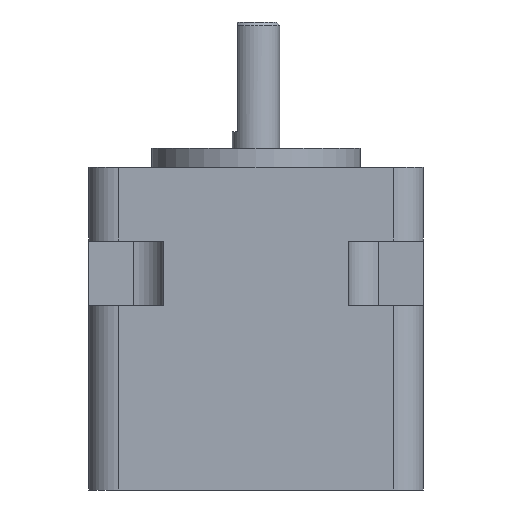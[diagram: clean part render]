
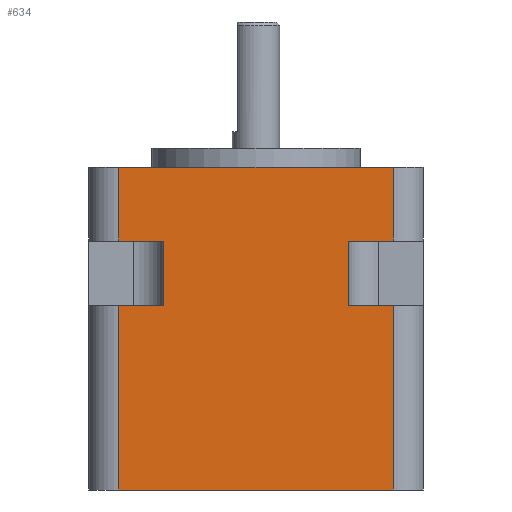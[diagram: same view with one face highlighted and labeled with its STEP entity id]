
A CAD part, left-side view. The second image highlights one B-rep face of the part: STEP entity #634.
In plain terms, the highlighted planar face has unit normal (-1, 0, 0).
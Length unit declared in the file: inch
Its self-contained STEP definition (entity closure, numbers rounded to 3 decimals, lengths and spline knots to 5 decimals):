
#12 = CARTESIAN_POINT ( 'NONE',  ( -0.695, -0.57, -1.34 ) ) ;
#141 = ORIENTED_EDGE ( 'NONE', *, *, #1661, .T. ) ;
#194 = LINE ( 'NONE', #5592, #6578 ) ;
#197 = VECTOR ( 'NONE', #5354, 39.37008 ) ;
#220 = CARTESIAN_POINT ( 'NONE',  ( -0.695, 0.57, 0. ) ) ;
#286 = CARTESIAN_POINT ( 'NONE',  ( -0.695, -0.3825, -0.574 ) ) ;
#310 = ORIENTED_EDGE ( 'NONE', *, *, #3648, .T. ) ;
#344 = DIRECTION ( 'NONE',  ( 0., 0., 1. ) ) ;
#548 = ORIENTED_EDGE ( 'NONE', *, *, #3566, .T. ) ;
#557 = AXIS2_PLACEMENT_3D ( 'NONE', #910, #4596, #344 ) ;
#587 = ORIENTED_EDGE ( 'NONE', *, *, #5087, .T. ) ;
#634 = ADVANCED_FACE ( 'NONE', ( #3505 ), #6605, .T. ) ;
#693 = CARTESIAN_POINT ( 'NONE',  ( -0.695, -0.3825, -0.574 ) ) ;
#910 = CARTESIAN_POINT ( 'NONE',  ( -0.695, -0.57, -1.34 ) ) ;
#1018 = CARTESIAN_POINT ( 'NONE',  ( -0.695, -0.57, -1.34 ) ) ;
#1025 = CARTESIAN_POINT ( 'NONE',  ( -0.695, -0.57, -0.574 ) ) ;
#1060 = VERTEX_POINT ( 'NONE', #2680 ) ;
#1178 = DIRECTION ( 'NONE',  ( 0., 0., 1. ) ) ;
#1267 = LINE ( 'NONE', #2577, #1437 ) ;
#1386 = ORIENTED_EDGE ( 'NONE', *, *, #5074, .F. ) ;
#1419 = DIRECTION ( 'NONE',  ( 0., 0., 1. ) ) ;
#1430 = LINE ( 'NONE', #1784, #197 ) ;
#1437 = VECTOR ( 'NONE', #6243, 39.37008 ) ;
#1549 = VERTEX_POINT ( 'NONE', #1850 ) ;
#1622 = VERTEX_POINT ( 'NONE', #2021 ) ;
#1661 = EDGE_CURVE ( 'NONE', #4122, #1549, #1267, .T. ) ;
#1784 = CARTESIAN_POINT ( 'NONE',  ( -0.695, -0.57, -1.34 ) ) ;
#1798 = VECTOR ( 'NONE', #3351, 39.37008 ) ;
#1829 = CARTESIAN_POINT ( 'NONE',  ( -0.695, -0.57, 0. ) ) ;
#1850 = CARTESIAN_POINT ( 'NONE',  ( -0.695, -0.57, -0.306 ) ) ;
#2021 = CARTESIAN_POINT ( 'NONE',  ( -0.695, -0.57, 0. ) ) ;
#2029 = LINE ( 'NONE', #1018, #3912 ) ;
#2042 = VERTEX_POINT ( 'NONE', #4365 ) ;
#2110 = EDGE_CURVE ( 'NONE', #4913, #2206, #2029, .T. ) ;
#2154 = ORIENTED_EDGE ( 'NONE', *, *, #5029, .F. ) ;
#2206 = VERTEX_POINT ( 'NONE', #5392 ) ;
#2230 = EDGE_CURVE ( 'NONE', #5907, #1622, #6024, .T. ) ;
#2285 = VERTEX_POINT ( 'NONE', #5094 ) ;
#2320 = CARTESIAN_POINT ( 'NONE',  ( -0.695, -0.57, -1.34 ) ) ;
#2321 = EDGE_CURVE ( 'NONE', #6220, #4772, #3827, .T. ) ;
#2382 = CARTESIAN_POINT ( 'NONE',  ( -0.695, -0.57, -0.306 ) ) ;
#2391 = ORIENTED_EDGE ( 'NONE', *, *, #2230, .F. ) ;
#2558 = DIRECTION ( 'NONE',  ( 0., 0., 1. ) ) ;
#2577 = CARTESIAN_POINT ( 'NONE',  ( -0.695, -0.3825, -0.306 ) ) ;
#2678 = EDGE_CURVE ( 'NONE', #2042, #3958, #194, .T. ) ;
#2680 = CARTESIAN_POINT ( 'NONE',  ( -0.695, -0.3825, -0.574 ) ) ;
#2930 = CARTESIAN_POINT ( 'NONE',  ( -0.695, 0.57, -1.34 ) ) ;
#3022 = DIRECTION ( 'NONE',  ( 0., 0., 1. ) ) ;
#3178 = VECTOR ( 'NONE', #1419, 39.37008 ) ;
#3257 = VECTOR ( 'NONE', #6477, 39.37008 ) ;
#3304 = ORIENTED_EDGE ( 'NONE', *, *, #2678, .F. ) ;
#3351 = DIRECTION ( 'NONE',  ( 0., 0., 1. ) ) ;
#3446 = DIRECTION ( 'NONE',  ( 0., 1., 0. ) ) ;
#3451 = ORIENTED_EDGE ( 'NONE', *, *, #2110, .T. ) ;
#3505 = FACE_OUTER_BOUND ( 'NONE', #5387, .T. ) ;
#3566 = EDGE_CURVE ( 'NONE', #1549, #1622, #4309, .T. ) ;
#3648 = EDGE_CURVE ( 'NONE', #2042, #4913, #1430, .T. ) ;
#3734 = VECTOR ( 'NONE', #3022, 39.37008 ) ;
#3770 = EDGE_CURVE ( 'NONE', #6220, #3958, #5215, .T. ) ;
#3827 = LINE ( 'NONE', #6111, #3178 ) ;
#3855 = DIRECTION ( 'NONE',  ( 0., -1., 0. ) ) ;
#3912 = VECTOR ( 'NONE', #2558, 39.37008 ) ;
#3950 = CARTESIAN_POINT ( 'NONE',  ( -0.695, 0.3825, -0.574 ) ) ;
#3958 = VERTEX_POINT ( 'NONE', #4882 ) ;
#4122 = VERTEX_POINT ( 'NONE', #4405 ) ;
#4127 = EDGE_CURVE ( 'NONE', #4772, #2285, #6101, .T. ) ;
#4309 = LINE ( 'NONE', #12, #5364 ) ;
#4365 = CARTESIAN_POINT ( 'NONE',  ( -0.695, 0.57, -1.34 ) ) ;
#4405 = CARTESIAN_POINT ( 'NONE',  ( -0.695, -0.3825, -0.306 ) ) ;
#4470 = CARTESIAN_POINT ( 'NONE',  ( -0.695, 0.3825, -0.306 ) ) ;
#4596 = DIRECTION ( 'NONE',  ( -1., 0., 0. ) ) ;
#4730 = VECTOR ( 'NONE', #3446, 39.37008 ) ;
#4772 = VERTEX_POINT ( 'NONE', #4470 ) ;
#4882 = CARTESIAN_POINT ( 'NONE',  ( -0.695, 0.57, -0.574 ) ) ;
#4913 = VERTEX_POINT ( 'NONE', #2320 ) ;
#5029 = EDGE_CURVE ( 'NONE', #2285, #5907, #5283, .T. ) ;
#5074 = EDGE_CURVE ( 'NONE', #1060, #2206, #6488, .T. ) ;
#5087 = EDGE_CURVE ( 'NONE', #1060, #4122, #6679, .T. ) ;
#5094 = CARTESIAN_POINT ( 'NONE',  ( -0.695, 0.57, -0.306 ) ) ;
#5115 = VECTOR ( 'NONE', #3855, 39.37008 ) ;
#5215 = LINE ( 'NONE', #1025, #5289 ) ;
#5283 = LINE ( 'NONE', #2930, #3734 ) ;
#5289 = VECTOR ( 'NONE', #5728, 39.37008 ) ;
#5354 = DIRECTION ( 'NONE',  ( 0., -1., 0. ) ) ;
#5364 = VECTOR ( 'NONE', #1178, 39.37008 ) ;
#5387 = EDGE_LOOP ( 'NONE', ( #1386, #587, #141, #548, #2391, #2154, #5652, #6197, #6053, #3304, #310, #3451 ) ) ;
#5392 = CARTESIAN_POINT ( 'NONE',  ( -0.695, -0.57, -0.574 ) ) ;
#5592 = CARTESIAN_POINT ( 'NONE',  ( -0.695, 0.57, -1.34 ) ) ;
#5643 = DIRECTION ( 'NONE',  ( 0., 0., 1. ) ) ;
#5652 = ORIENTED_EDGE ( 'NONE', *, *, #4127, .F. ) ;
#5728 = DIRECTION ( 'NONE',  ( 0., 1., 0. ) ) ;
#5907 = VERTEX_POINT ( 'NONE', #220 ) ;
#6024 = LINE ( 'NONE', #1829, #3257 ) ;
#6053 = ORIENTED_EDGE ( 'NONE', *, *, #3770, .T. ) ;
#6101 = LINE ( 'NONE', #2382, #4730 ) ;
#6111 = CARTESIAN_POINT ( 'NONE',  ( -0.695, 0.3825, -0.574 ) ) ;
#6197 = ORIENTED_EDGE ( 'NONE', *, *, #2321, .F. ) ;
#6220 = VERTEX_POINT ( 'NONE', #3950 ) ;
#6243 = DIRECTION ( 'NONE',  ( 0., -1., 0. ) ) ;
#6477 = DIRECTION ( 'NONE',  ( 0., -1., 0. ) ) ;
#6488 = LINE ( 'NONE', #286, #5115 ) ;
#6578 = VECTOR ( 'NONE', #5643, 39.37008 ) ;
#6605 = PLANE ( 'NONE',  #557 ) ;
#6679 = LINE ( 'NONE', #693, #1798 ) ;
